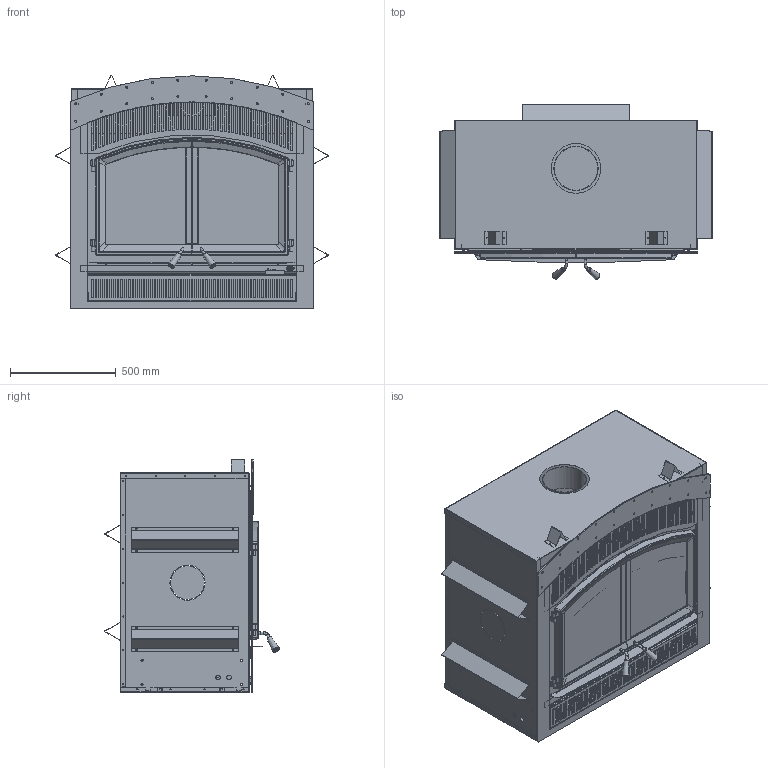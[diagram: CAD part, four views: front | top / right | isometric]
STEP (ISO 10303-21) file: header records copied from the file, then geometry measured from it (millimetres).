
FILE_DESCRIPTION(/* description */ ('Unknown'),/* implementation_level */ '2;1');
FILE_NAME(/* name */ 'FP15A-VA15L03',/* time_stamp */ '2018-06-29T11:07:18-04:00',/* author */ ('Unknown'),/* organization */ ('Unknown'),/* preprocessor_version */ 'ST-DEVELOPER v16.7',/* originating_system */ 'DEX',/* authorisation */ $);
FILE_SCHEMA (('AUTOMOTIVE_DESIGN {1 0 10303 214 3 1 1}'));
Products named in the file (35): FP15A-O01; FP15-C01_oa_0; PL68852; SE68773; PL68773; 30592; PL68856; PL68857; PL68858; PL68803; PL68952; PL60266; PL68839; SE68778_oa_1; PL68778; SE24291_oa_2; PL24291; PL68960; SE24292_oa_3; PL24292; PL68961; 23078; 23079; 30898; VA15FA06_oa_4; SE68975_oa_5; PL68976; PL68975; PL68977; 30667; VA15L03_oa_6; PL68672_oa_7; SE68673_oa_8; PL68673; PL68914
Assembly tree (45 placements, depth 5):
  FP15A-O01
    FP15-C01_oa_0
      PL68852
      SE68773
        PL68773
        30592  x4
      PL68856
      PL68857
      PL68858
      PL68803
      PL68952  x6
      PL60266  x2
      PL68839
      SE68778_oa_1
        PL68778
    SE24291_oa_2
      PL24291
      PL68960
    SE24292_oa_3
      PL24292
      PL68961
    23078
    23079
    30898  x2
    VA15FA06_oa_4
      SE68975_oa_5
        PL68976
        PL68975
        PL68977
      30667
      VA15L03_oa_6
        PL68672_oa_7
        SE68673_oa_8
          PL68673
          PL68914  x2
Bounding box: 1288.31 x 825.32 x 1101.95 mm (x, y, z)
Volume: 14099743.2 mm3; surface area: 13744307.1 mm2
Topology: 37 solids, 37 shells, 3573 faces, 9926 edges, 6381 vertices
Faces by surface type: cylinder 1716, plane 1374, bspline 330, torus 80, sphere 40, cone 33
Full cylindrical faces by diameter (mm): 2.381 x2, 2.769 x52, 3.175 x6, 3.307 x14, 3.556 x38, 3.962 x10, 3.967 x4, 3.969 x1, 4.763 x22, 4.775 x4, 4.976 x4, 5.791 x3, 6.35 x26, 6.604 x2, 7.137 x5, 9.144 x1, 9.525 x23, 9.652 x4, 9.906 x8, 9.931 x4, 10.16 x1, 11.326 x2, 12.649 x1, 12.7 x6, 14.287 x2, 22.225 x1, 206.375 x1, 209.423 x1, 234.95 x1
Entity records: 115437 total; most frequent: CARTESIAN_POINT 27758, DIRECTION 18338, ORIENTED_EDGE 17876, EDGE_CURVE 8938, AXIS2_PLACEMENT_3D 6850, VERTEX_POINT 5873, LINE 4638, VECTOR 4638
